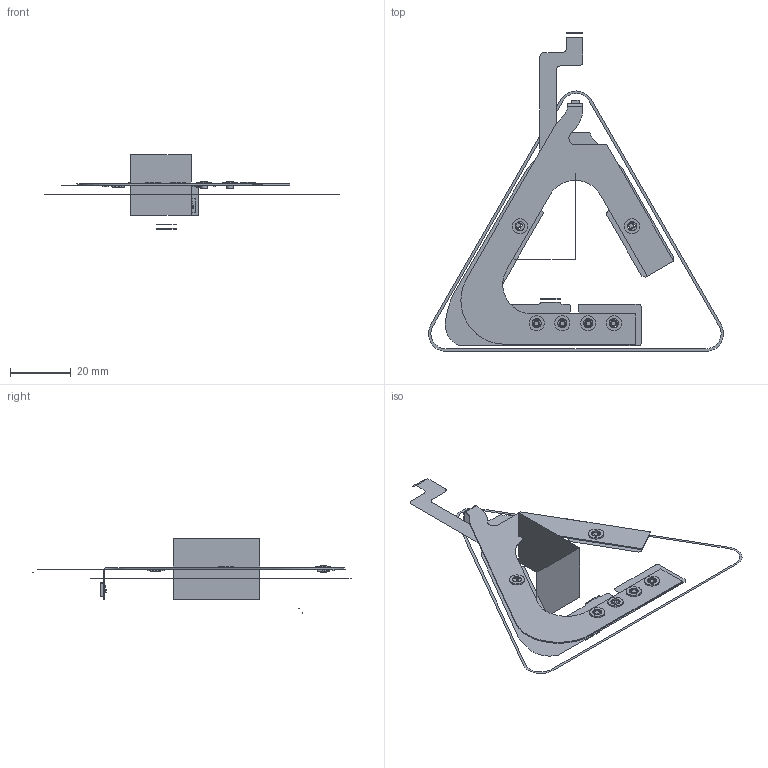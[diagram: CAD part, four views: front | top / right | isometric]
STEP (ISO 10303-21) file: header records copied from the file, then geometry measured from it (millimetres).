
FILE_DESCRIPTION((''),'2;1');
FILE_NAME('AIRZAI_LED_SENSE_FLEX_REVA_STEP_ASM','2019-05-07T',('Administrator'),(''),'PRO/ENGINEER BY PARAMETRIC TECHNOLOGY CORPORATION, 2011310','PRO/ENGINEER BY PARAMETRIC TECHNOLOGY CORPORATION, 2011310','');
FILE_SCHEMA(('CONFIG_CONTROL_DESIGN'));
Length unit declared in the file: millimetre
Products named in the file (88): BOARD; EXTRUDED-11578; 5848944448_ASM; C4_ASM; C2_ASM; MANIFOLD_SOLID_BREP_12251; MANIFOLD_SOLID_BREP_14354; MANIFOLD_SOLID_BREP_14537; MANIFOLD_SOLID_BREP_14687; MANIFOLD_SOLID_BREP_14837; MANIFOLD_SOLID_BREP_14987; MANIFOLD_SOLID_BREP_15137; MANIFOLD_SOLID_BREP_15287; MANIFOLD_SOLID_BREP_15437; MANIFOLD_SOLID_BREP_15587; MANIFOLD_SOLID_BREP_15737; MANIFOLD_SOLID_BREP_15887; MANIFOLD_SOLID_BREP_16037; MANIFOLD_SOLID_BREP_16187; MANIFOLD_SOLID_BREP_16337; MANIFOLD_SOLID_BREP_16487; MANIFOLD_SOLID_BREP_16637; MANIFOLD_SOLID_BREP_16787; MANIFOLD_SOLID_BREP_16937; MANIFOLD_SOLID_BREP_17087; MANIFOLD_SOLID_BREP_17237; MANIFOLD_SOLID_BREP_17387; MANIFOLD_SOLID_BREP_17537; MANIFOLD_SOLID_BREP_17687; MANIFOLD_SOLID_BREP_17837; MANIFOLD_SOLID_BREP_17987; USER_LIBRARY-WQFN-24_ASM; U3_ASM; OPEN_CASCADE_STEP_TRANSLA-18239; OPEN_CASCADE_STEP_TRANSLA-18294; BODY_ASM; LEADER; 6096317760_ASM; U1_ASM; R0402 ...
Assembly tree (117 placements, depth 6):
  AIRZAI_LED_SENSE_FLEX_REVA_STEP_ASM
    ASM0001_ASM
      BOARD
      C4_ASM
        5848944448_ASM
          EXTRUDED-11578
      C2_ASM
        5848944448_ASM
          EXTRUDED-11578
      U3_ASM
        USER_LIBRARY-WQFN-24_ASM
          MANIFOLD_SOLID_BREP_12251
          MANIFOLD_SOLID_BREP_14354
          MANIFOLD_SOLID_BREP_14537
          MANIFOLD_SOLID_BREP_14687
          MANIFOLD_SOLID_BREP_14837
          MANIFOLD_SOLID_BREP_14987
          MANIFOLD_SOLID_BREP_15137
          MANIFOLD_SOLID_BREP_15287
          MANIFOLD_SOLID_BREP_15437
          MANIFOLD_SOLID_BREP_15587
          MANIFOLD_SOLID_BREP_15737
          MANIFOLD_SOLID_BREP_15887
          MANIFOLD_SOLID_BREP_16037
          MANIFOLD_SOLID_BREP_16187
          MANIFOLD_SOLID_BREP_16337
          MANIFOLD_SOLID_BREP_16487
          MANIFOLD_SOLID_BREP_16637
          MANIFOLD_SOLID_BREP_16787
          MANIFOLD_SOLID_BREP_16937
          MANIFOLD_SOLID_BREP_17087
          MANIFOLD_SOLID_BREP_17237
          MANIFOLD_SOLID_BREP_17387
          MANIFOLD_SOLID_BREP_17537
          MANIFOLD_SOLID_BREP_17687
          MANIFOLD_SOLID_BREP_17837
          MANIFOLD_SOLID_BREP_17987
      U1_ASM
        6096317760_ASM
          OPEN_CASCADE_STEP_TRANSLA-18239
          BODY_ASM
            OPEN_CASCADE_STEP_TRANSLA-18294
          LEADER  x10
      R11_ASM
        R0402
      R10_ASM
        R0402
      R7_ASM
      R6_ASM
      R5_ASM
        5848944448_ASM
          EXTRUDED-11578
      R4_ASM
        5848944256_ASM
          EXTRUDED-22917
      R2_ASM
        5848944448_ASM
          EXTRUDED-11578
      R1_ASM
        5848944448_ASM
Bounding box: 97.4 x 105.17 x 24.6 mm (x, y, z)
Volume: 841.7 mm3; surface area: 8020.6 mm2
Topology: 77 solids, 87 shells, 1151 faces, 3047 edges, 2068 vertices
Faces by surface type: plane 899, cylinder 197, extrusion 21, sphere 18, bspline 16
Entity records: 26016 total; most frequent: CARTESIAN_POINT 7421, DIRECTION 3670, ORIENTED_EDGE 3317, EDGE_CURVE 1794, VECTOR 1444, LINE 1423, VERTEX_POINT 1290, AXIS2_PLACEMENT_3D 1113
